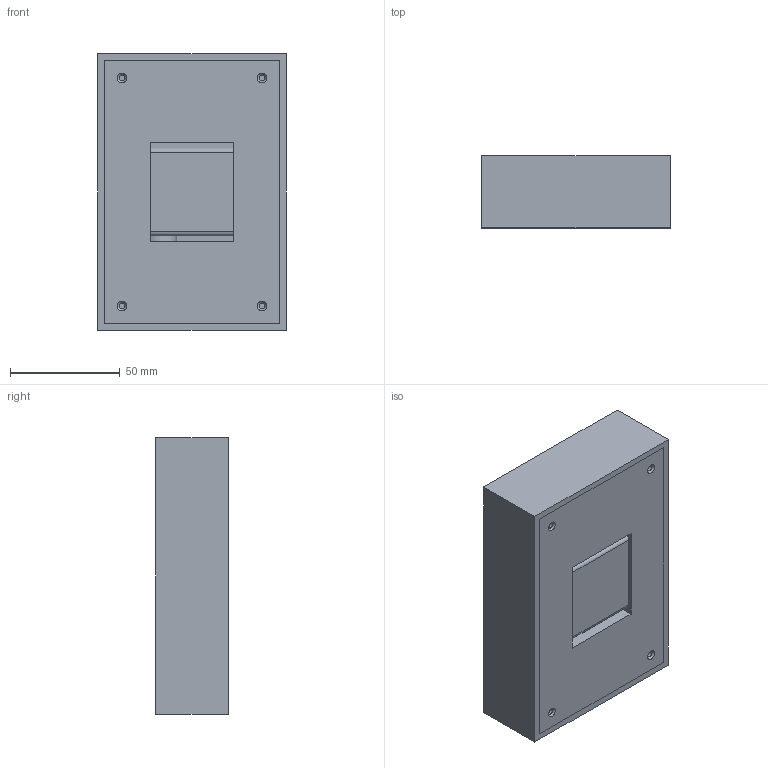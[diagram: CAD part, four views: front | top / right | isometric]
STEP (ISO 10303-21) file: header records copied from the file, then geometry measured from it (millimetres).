
FILE_DESCRIPTION(/* description */ (''),/* implementation_level */ '2;1');
FILE_NAME(/* name */ 'Housing v5.step',/* time_stamp */ '2024-07-06T22:09:24+01:00',/* author */ (''),/* organization */ (''),/* preprocessor_version */ 'ST-DEVELOPER v20',/* originating_system */ 'Autodesk Translation Framework v12.20.1.177',/* authorisation */ '');
FILE_SCHEMA (('AUTOMOTIVE_DESIGN { 1 0 10303 214 3 1 1 }'));
Length unit declared in the file: millimetre
Products named in the file (1): Housing
Bounding box: 86 x 33 x 126 mm (x, y, z)
Volume: 168911.7 mm3; surface area: 76939.7 mm2
Topology: 4 solids, 4 shells, 86 faces, 204 edges, 130 vertices
Faces by surface type: plane 63, cylinder 19, cone 4
Full cylindrical faces by diameter (mm): 2.6 x4, 18 x1
Entity records: 2517 total; most frequent: CARTESIAN_POINT 421, ORIENTED_EDGE 408, DIRECTION 408, EDGE_CURVE 204, LINE 174, VECTOR 174, VERTEX_POINT 130, AXIS2_PLACEMENT_3D 117
